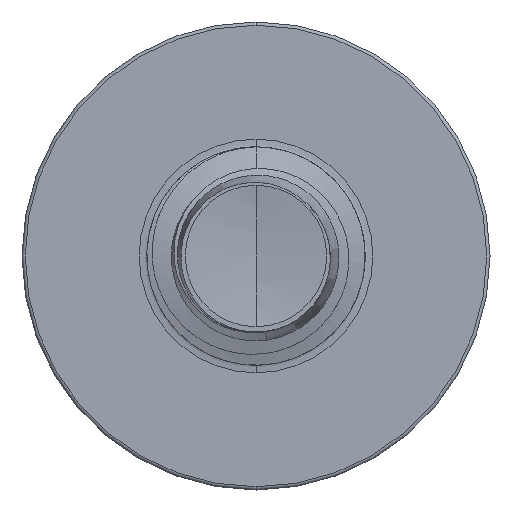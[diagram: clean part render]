
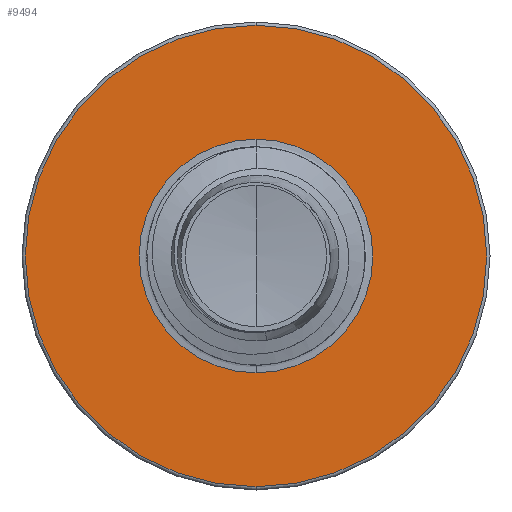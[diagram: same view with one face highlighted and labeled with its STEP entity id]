
A CAD part, front view. The second image highlights one B-rep face of the part: STEP entity #9494.
In plain terms, the highlighted planar face has unit normal (0, -1, 0).
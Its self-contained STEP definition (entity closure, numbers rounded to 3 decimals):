
#706 = DIRECTION ( 'NONE',  ( 0., 0., 1. ) ) ;
#732 = DIRECTION ( 'NONE',  ( 0., 1., 0. ) ) ;
#751 = CARTESIAN_POINT ( 'NONE',  ( 0., 5., 0. ) ) ;
#1986 = EDGE_CURVE ( 'NONE', #9354, #10105, #12224, .T. ) ;
#2037 = EDGE_CURVE ( 'NONE', #2685, #9582, #10309, .T. ) ;
#2298 = CARTESIAN_POINT ( 'NONE',  ( 0., 5., 1.872 ) ) ;
#2685 = VERTEX_POINT ( 'NONE', #9233 ) ;
#2834 = FACE_BOUND ( 'NONE', #6228, .T. ) ;
#3025 = CARTESIAN_POINT ( 'NONE',  ( 0., 5., -1.872 ) ) ;
#4210 = EDGE_CURVE ( 'NONE', #9582, #2685, #11179, .T. ) ;
#4343 = CARTESIAN_POINT ( 'NONE',  ( 0., 5., 3.698 ) ) ;
#4365 = DIRECTION ( 'NONE',  ( 0., 0., 1. ) ) ;
#4392 = DIRECTION ( 'NONE',  ( 0., 1., 0. ) ) ;
#4418 = CARTESIAN_POINT ( 'NONE',  ( 0., 5., -1.872 ) ) ;
#5051 = PLANE ( 'NONE',  #12106 ) ;
#6228 = EDGE_LOOP ( 'NONE', ( #9662, #12822 ) ) ;
#7202 = EDGE_CURVE ( 'NONE', #10105, #9354, #8805, .T. ) ;
#7593 = AXIS2_PLACEMENT_3D ( 'NONE', #10653, #10652, #10645 ) ;
#7605 = ORIENTED_EDGE ( 'NONE', *, *, #2037, .F. ) ;
#7619 = DIRECTION ( 'NONE',  ( 0., 1., 0. ) ) ;
#7657 = DIRECTION ( 'NONE',  ( 0., 0., 1. ) ) ;
#7675 = CARTESIAN_POINT ( 'NONE',  ( 0., 5., 0. ) ) ;
#8148 = AXIS2_PLACEMENT_3D ( 'NONE', #751, #732, #706 ) ;
#8805 = CIRCLE ( 'NONE', #7593, 1.872 ) ;
#9233 = CARTESIAN_POINT ( 'NONE',  ( 0., 5., -3.697 ) ) ;
#9264 = DIRECTION ( 'NONE',  ( 0., 1., 0. ) ) ;
#9300 = FACE_OUTER_BOUND ( 'NONE', #12894, .T. ) ;
#9354 = VERTEX_POINT ( 'NONE', #2298 ) ;
#9494 = ADVANCED_FACE ( 'NONE', ( #9300, #2834 ), #5051, .F. ) ;
#9582 = VERTEX_POINT ( 'NONE', #4343 ) ;
#9662 = ORIENTED_EDGE ( 'NONE', *, *, #1986, .T. ) ;
#9950 = ORIENTED_EDGE ( 'NONE', *, *, #4210, .F. ) ;
#10105 = VERTEX_POINT ( 'NONE', #3025 ) ;
#10309 = CIRCLE ( 'NONE', #13608, 3.698 ) ;
#10645 = DIRECTION ( 'NONE',  ( 0., 0., 1. ) ) ;
#10652 = DIRECTION ( 'NONE',  ( 0., 1., 0. ) ) ;
#10653 = CARTESIAN_POINT ( 'NONE',  ( 0., 5., 0. ) ) ;
#10946 = CARTESIAN_POINT ( 'NONE',  ( 0., 5., 0. ) ) ;
#11179 = CIRCLE ( 'NONE', #8148, 3.698 ) ;
#12106 = AXIS2_PLACEMENT_3D ( 'NONE', #4418, #4392, #4365 ) ;
#12224 = CIRCLE ( 'NONE', #13008, 1.872 ) ;
#12653 = DIRECTION ( 'NONE',  ( 0., 0., 1. ) ) ;
#12822 = ORIENTED_EDGE ( 'NONE', *, *, #7202, .T. ) ;
#12894 = EDGE_LOOP ( 'NONE', ( #9950, #7605 ) ) ;
#13008 = AXIS2_PLACEMENT_3D ( 'NONE', #10946, #7619, #7657 ) ;
#13608 = AXIS2_PLACEMENT_3D ( 'NONE', #7675, #9264, #12653 ) ;
